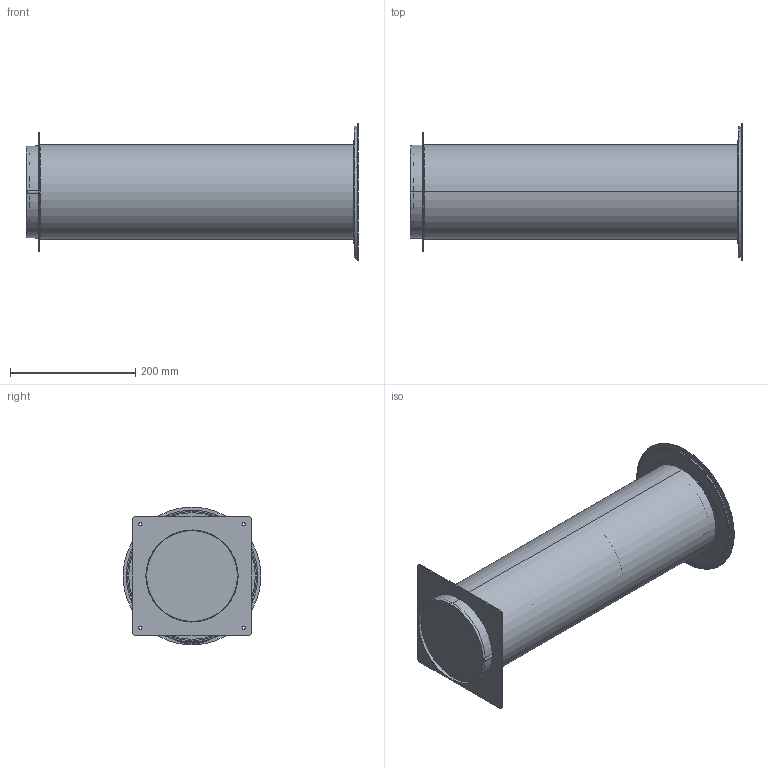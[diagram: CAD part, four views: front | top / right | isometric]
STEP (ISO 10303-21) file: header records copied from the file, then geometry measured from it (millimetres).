
FILE_DESCRIPTION(('STEP AP214'),'1');
FILE_NAME('4043040_V Flow Star GTS 150 Mauerkasten rund Neu.STP','2023-08-30T10:58:39',(' '),(' '),'Spatial InterOp 3D',' ',' ');
FILE_SCHEMA(('AUTOMOTIVE_DESIGN { 1 0 10303 214 1 1 1 1 }'));
Length unit declared in the file: millimetre
Products named in the file (11): ASSEM1; 4043040_V Flow Star GTS 150 Mauerkasten rund Neu
Assembly tree (10 placements, depth 4):
  4043040_V Flow Star GTS 150 Mauerkasten rund Neu
    (unnamed)
      ASSEM1
    (unnamed)
      (unnamed)
        ASSEM1
        (unnamed)
    (unnamed)
      ASSEM1
    (unnamed)
      ASSEM1
Bounding box: 529.8 x 220 x 220 mm (x, y, z)
Volume: 1593218.5 mm3; surface area: 991680.1 mm2
Topology: 5 solids, 5 shells, 649 faces, 1759 edges, 1150 vertices
Faces by surface type: plane 426, cylinder 91, torus 52, cone 42, bspline 30, sphere 8
Entity records: 35233 total; most frequent: CARTESIAN_POINT 6109, ORIENTED_EDGE 3510, DIRECTION 3283, STYLED_ITEM 2150, PRESENTATION_STYLE_ASSIGNMENT 2150, COLOUR_RGB 2150, EDGE_CURVE 1755, CURVE_STYLE 1561
